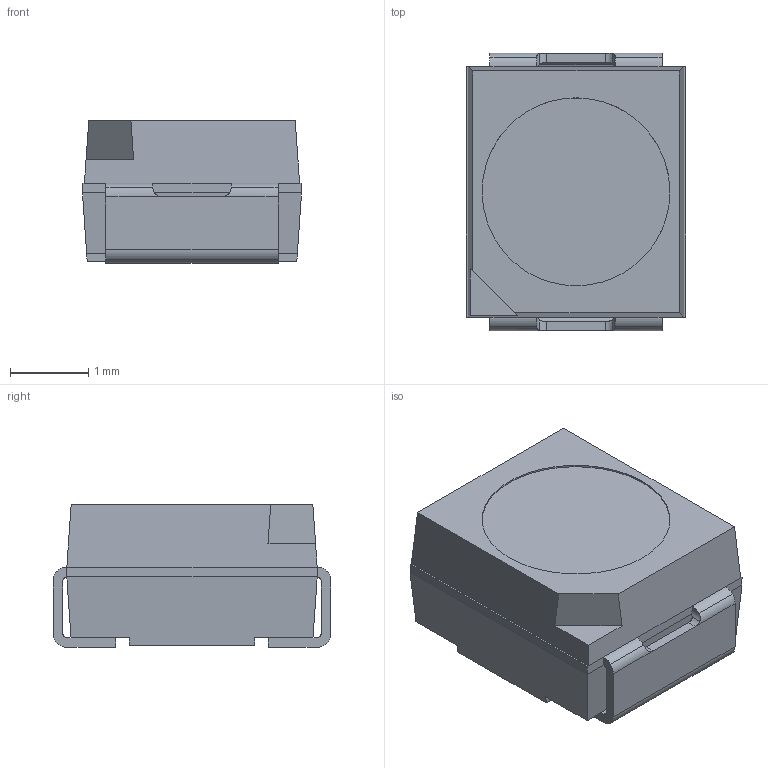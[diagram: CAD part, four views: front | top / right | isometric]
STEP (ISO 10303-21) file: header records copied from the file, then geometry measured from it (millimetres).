
FILE_DESCRIPTION (( 'STEP AP203' ), '1' );
FILE_NAME ('LA_T676_110914_geometry.STEP', '2014-09-11T07:11:22', ( '' ), ( '' ), 'SwSTEP 2.0', 'SolidWorks 2010', '' );
FILE_SCHEMA (( 'CONFIG_CONTROL_DESIGN' ));
Length unit declared in the file: inch
Products named in the file (1): LA_T676_110914_geometry
Bounding box: 2.8 x 3.55 x 1.82 mm (x, y, z)
Volume: 15.7 mm3; surface area: 47.8 mm2
Topology: 1 solids, 1 shells, 84 faces, 224 edges, 136 vertices
Faces by surface type: plane 48, cylinder 31, bspline 5
Entity records: 3252 total; most frequent: CARTESIAN_POINT 1128, ORIENTED_EDGE 448, DIRECTION 400, EDGE_CURVE 224, LINE 148, VECTOR 148, VERTEX_POINT 136, AXIS2_PLACEMENT_3D 126
